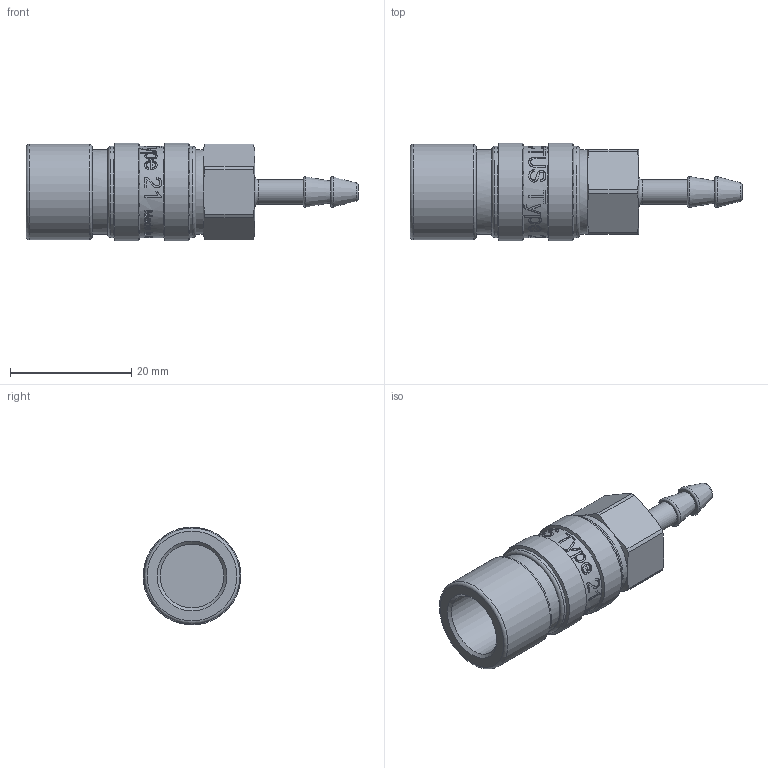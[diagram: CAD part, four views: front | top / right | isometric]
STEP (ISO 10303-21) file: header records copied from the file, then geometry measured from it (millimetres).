
FILE_DESCRIPTION(/* description */ (''),/* implementation_level */ '2;1');
FILE_NAME(/* name */ '21kbtf04mpn0.stp',/* time_stamp */ '2020-08-12T10:04:29+02:00',/* author */ ('IA176480'),/* organization */ (''),/* preprocessor_version */ 'ST-DEVELOPER v17',/* originating_system */ 'Autodesk Inventor 2019',/* authorisation */ '');
FILE_SCHEMA (('CONFIG_CONTROL_DESIGN'));
Products named in the file (1): 21KBTF04MPN0
Bounding box: 54.79 x 16.11 x 16.11 mm (x, y, z)
Volume: 5985.1 mm3; surface area: 4211.3 mm2
Topology: 1 solids, 4 shells, 467 faces, 1273 edges, 856 vertices
Faces by surface type: bspline 211, plane 147, cylinder 67, cone 34, torus 8
Full cylindrical faces by diameter (mm): 4.05 x1, 10.55 x2, 10.7 x1, 11.4 x1, 12 x4, 12.15 x1, 14 x4, 15.1 x3, 15.8 x1, 16.15 x2
Entity records: 64649 total; most frequent: CARTESIAN_POINT 53856, ORIENTED_EDGE 2546, DIRECTION 1420, EDGE_CURVE 1273, VERTEX_POINT 856, B_SPLINE_CURVE_WITH_KNOTS 565, EDGE_LOOP 515, AXIS2_PLACEMENT_3D 479
